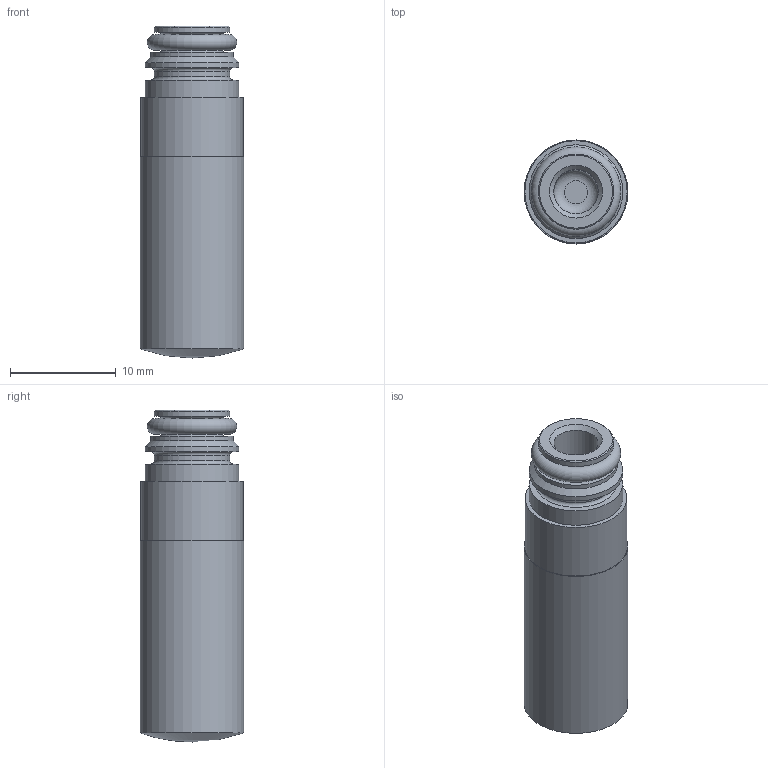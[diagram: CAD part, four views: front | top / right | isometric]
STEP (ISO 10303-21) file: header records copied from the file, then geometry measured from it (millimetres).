
FILE_DESCRIPTION(/* description */ ('STEP AP214'),/* implementation_level */ '2;1');
FILE_NAME(/* name */ '1224460_AMTC-P-PC10',/* time_stamp */ '2024-08-02T21:24:14+02:00',/* author */ ('License CC BY-ND 4.0'),/* organization */ ('CADENAS'),/* preprocessor_version */ 'ST-DEVELOPER v19.3',/* originating_system */ 'PARTsolutions',/* authorisation */ ' ');
FILE_SCHEMA (('AUTOMOTIVE_DESIGN {1 0 10303 214 3 1 1}'));
Length unit declared in the file: millimetre
Products named in the file (1): 1224460 AMTC-P-P10
Bounding box: 9.8 x 9.8 x 31.35 mm (x, y, z)
Volume: 1763.7 mm3; surface area: 1526.2 mm2
Topology: 1 solids, 1 shells, 28 faces, 50 edges, 30 vertices
Faces by surface type: cylinder 10, plane 8, torus 6, cone 3, sphere 1
Full cylindrical faces by diameter (mm): 4.2 x1, 5.65 x2, 7.1 x2, 7.8 x1, 8.85 x2, 9.65 x1, 9.8 x1
Entity records: 774 total; most frequent: DIRECTION 112, CARTESIAN_POINT 83, AXIS2_PLACEMENT_3D 56, ORIENTED_EDGE 54, EDGE_LOOP 54, FACE_BOUND 54, STYLED_ITEM 28, PRESENTATION_STYLE_ASSIGNMENT 28
